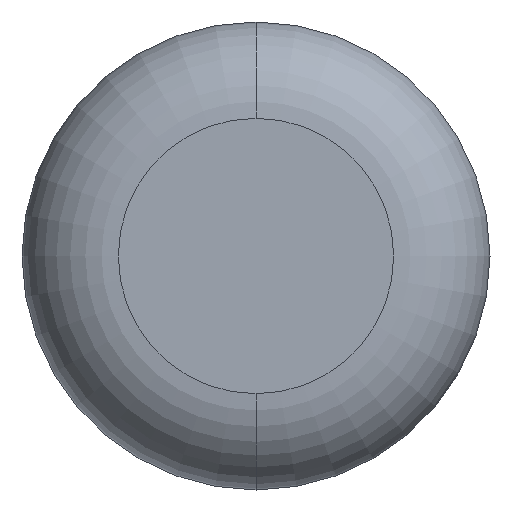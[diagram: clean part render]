
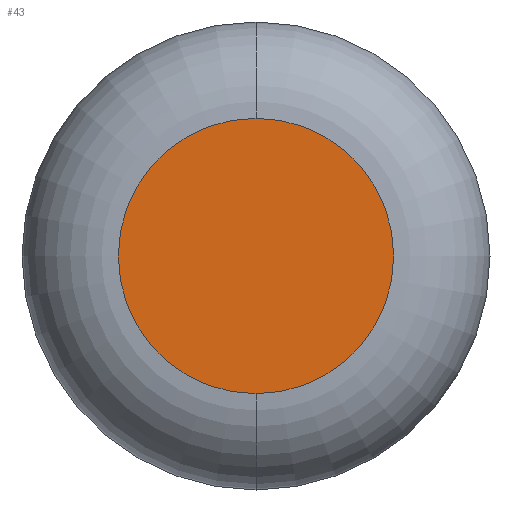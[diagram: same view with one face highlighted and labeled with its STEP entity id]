
A CAD part, front view. The second image highlights one B-rep face of the part: STEP entity #43.
In plain terms, the highlighted planar face has unit normal (0, -1, 0).
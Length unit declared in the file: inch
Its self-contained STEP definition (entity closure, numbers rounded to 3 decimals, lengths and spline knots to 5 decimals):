
#15 = DIRECTION ( 'NONE',  ( 0., -1., 0. ) ) ;
#18 = PLANE ( 'NONE',  #376 ) ;
#37 = DIRECTION ( 'NONE',  ( 0., 0., -1. ) ) ;
#43 = ADVANCED_FACE ( 'NONE', ( #250 ), #18, .T. ) ;
#56 = DIRECTION ( 'NONE',  ( 0., 0., -1. ) ) ;
#57 = ORIENTED_EDGE ( 'NONE', *, *, #148, .T. ) ;
#76 = AXIS2_PLACEMENT_3D ( 'NONE', #246, #216, #56 ) ;
#82 = VERTEX_POINT ( 'NONE', #395 ) ;
#99 = CIRCLE ( 'NONE', #76, 0.12875 ) ;
#141 = AXIS2_PLACEMENT_3D ( 'NONE', #180, #15, #184 ) ;
#148 = EDGE_CURVE ( 'NONE', #82, #223, #99, .T. ) ;
#180 = CARTESIAN_POINT ( 'NONE',  ( 0., 0., 0. ) ) ;
#184 = DIRECTION ( 'NONE',  ( 0., 0., -1. ) ) ;
#189 = ORIENTED_EDGE ( 'NONE', *, *, #242, .T. ) ;
#201 = DIRECTION ( 'NONE',  ( 0., -1., 0. ) ) ;
#203 = CARTESIAN_POINT ( 'NONE',  ( 0., 0., 0. ) ) ;
#209 = CARTESIAN_POINT ( 'NONE',  ( 0., 0., 0.12875 ) ) ;
#216 = DIRECTION ( 'NONE',  ( 0., -1., 0. ) ) ;
#223 = VERTEX_POINT ( 'NONE', #209 ) ;
#242 = EDGE_CURVE ( 'NONE', #223, #82, #337, .T. ) ;
#246 = CARTESIAN_POINT ( 'NONE',  ( 0., 0., 0. ) ) ;
#250 = FACE_OUTER_BOUND ( 'NONE', #272, .T. ) ;
#272 = EDGE_LOOP ( 'NONE', ( #57, #189 ) ) ;
#337 = CIRCLE ( 'NONE', #141, 0.12875 ) ;
#376 = AXIS2_PLACEMENT_3D ( 'NONE', #203, #201, #37 ) ;
#395 = CARTESIAN_POINT ( 'NONE',  ( 0., 0., -0.12875 ) ) ;
